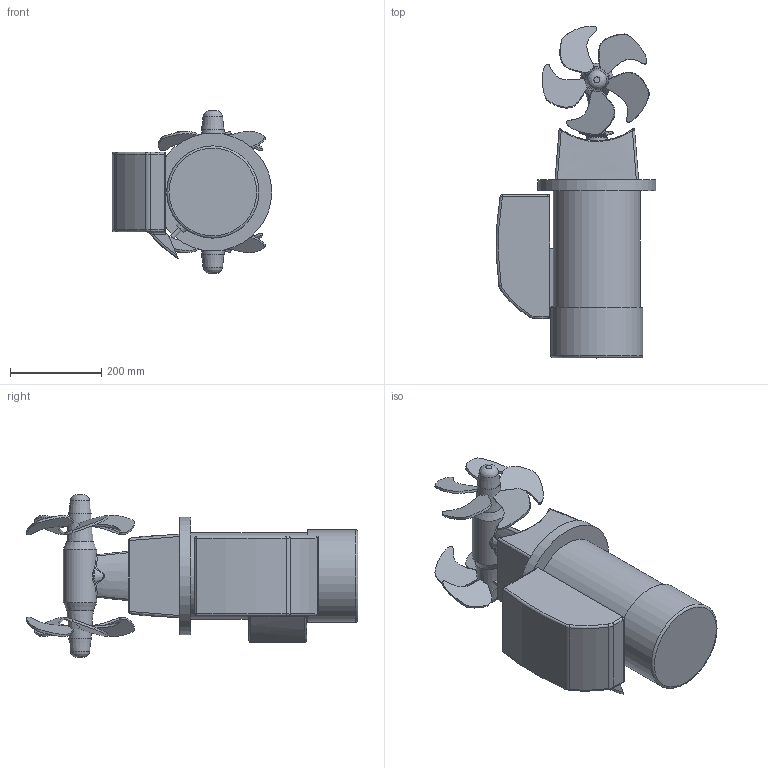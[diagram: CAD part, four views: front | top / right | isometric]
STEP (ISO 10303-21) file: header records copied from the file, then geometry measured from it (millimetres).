
FILE_DESCRIPTION(/* description */ (''),/* implementation_level */ '2;1');
FILE_NAME(/* name */ 'SE210-250TC(24V).stp',/* time_stamp */ '2017-03-17T09:36:29+01:00',/* author */ ('elvira'),/* organization */ (''),/* preprocessor_version */ 'ST-DEVELOPER v16.1',/* originating_system */ 'Autodesk Inventor 2016',/* authorisation */ '');
FILE_SCHEMA (('AUTOMOTIVE_DESIGN { 1 0 10303 214 3 1 1 }'));
Length unit declared in the file: millimetre
Products named in the file (1): SE210-250TC 24V simple
Bounding box: 349.18 x 726.81 x 356.6 mm (x, y, z)
Volume: 5749271.7 mm3; surface area: 1802924.7 mm2
Topology: 2 solids, 8 shells, 336 faces, 764 edges, 465 vertices
Faces by surface type: bspline 128, plane 85, cylinder 81, torus 34, cone 8
Full cylindrical faces by diameter (mm): 11 x6, 23.5 x6, 45 x1, 73 x1, 190 x3, 202 x3, 258 x1
Entity records: 20461 total; most frequent: CARTESIAN_POINT 13523, ORIENTED_EDGE 1421, DIRECTION 1131, EDGE_CURVE 712, AXIS2_PLACEMENT_3D 480, VERTEX_POINT 452, EDGE_LOOP 399, FACE_OUTER_BOUND 336
